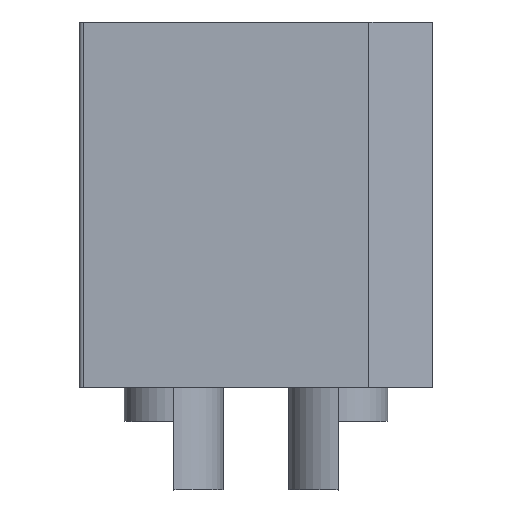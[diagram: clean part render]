
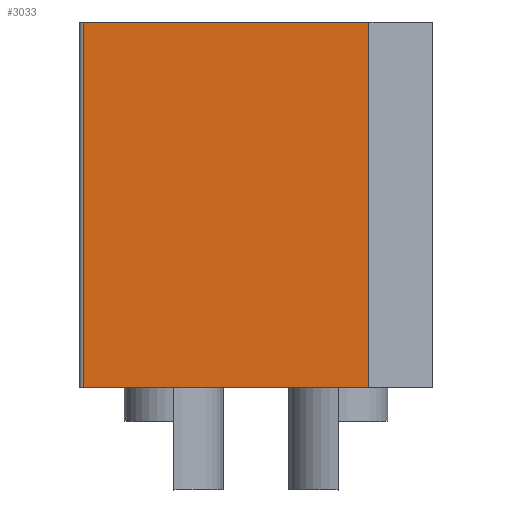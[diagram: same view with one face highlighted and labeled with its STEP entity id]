
A CAD part, top view. The second image highlights one B-rep face of the part: STEP entity #3033.
In plain terms, the highlighted face is planar.
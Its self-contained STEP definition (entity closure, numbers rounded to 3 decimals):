
#194 = DIRECTION ( 'NONE',  ( 1., 0., 0. ) ) ;
#243 = VERTEX_POINT ( 'NONE', #539 ) ;
#309 = EDGE_CURVE ( 'NONE', #3208, #788, #3387, .T. ) ;
#410 = ORIENTED_EDGE ( 'NONE', *, *, #1561, .T. ) ;
#434 = DIRECTION ( 'NONE',  ( 0., 0., 1. ) ) ;
#440 = ORIENTED_EDGE ( 'NONE', *, *, #2507, .T. ) ;
#539 = CARTESIAN_POINT ( 'NONE',  ( 4.05, -7.55, -16. ) ) ;
#566 = VECTOR ( 'NONE', #666, 1000. ) ;
#579 = DIRECTION ( 'NONE',  ( 0., 1., 0. ) ) ;
#666 = DIRECTION ( 'NONE',  ( 0., -1., 0. ) ) ;
#727 = CARTESIAN_POINT ( 'NONE',  ( 4.05, 4.95, 0. ) ) ;
#788 = VERTEX_POINT ( 'NONE', #942 ) ;
#879 = DIRECTION ( 'NONE',  ( 0., 0., -1. ) ) ;
#942 = CARTESIAN_POINT ( 'NONE',  ( 4.05, -7.55, 0. ) ) ;
#980 = CARTESIAN_POINT ( 'NONE',  ( 4.05, -7.55, -16. ) ) ;
#991 = LINE ( 'NONE', #2417, #999 ) ;
#999 = VECTOR ( 'NONE', #434, 1000. ) ;
#1293 = LINE ( 'NONE', #2351, #1304 ) ;
#1301 = ORIENTED_EDGE ( 'NONE', *, *, #309, .T. ) ;
#1304 = VECTOR ( 'NONE', #2615, 1000. ) ;
#1462 = CARTESIAN_POINT ( 'NONE',  ( 4.05, -7.55, -16. ) ) ;
#1547 = PLANE ( 'NONE',  #1633 ) ;
#1561 = EDGE_CURVE ( 'NONE', #3758, #3208, #991, .T. ) ;
#1633 = AXIS2_PLACEMENT_3D ( 'NONE', #980, #194, #579 ) ;
#2037 = FACE_OUTER_BOUND ( 'NONE', #2199, .T. ) ;
#2085 = ORIENTED_EDGE ( 'NONE', *, *, #2127, .T. ) ;
#2127 = EDGE_CURVE ( 'NONE', #788, #243, #4129, .T. ) ;
#2199 = EDGE_LOOP ( 'NONE', ( #440, #410, #1301, #2085 ) ) ;
#2351 = CARTESIAN_POINT ( 'NONE',  ( 4.05, -7.55, -16. ) ) ;
#2417 = CARTESIAN_POINT ( 'NONE',  ( 4.05, 4.95, -16. ) ) ;
#2507 = EDGE_CURVE ( 'NONE', #243, #3758, #1293, .T. ) ;
#2615 = DIRECTION ( 'NONE',  ( 0., 1., 0. ) ) ;
#2966 = CARTESIAN_POINT ( 'NONE',  ( 4.05, -7.55, 0. ) ) ;
#3033 = ADVANCED_FACE ( 'NONE', ( #2037 ), #1547, .T. ) ;
#3150 = CARTESIAN_POINT ( 'NONE',  ( 4.05, 4.95, -16. ) ) ;
#3208 = VERTEX_POINT ( 'NONE', #727 ) ;
#3387 = LINE ( 'NONE', #2966, #566 ) ;
#3758 = VERTEX_POINT ( 'NONE', #3150 ) ;
#4129 = LINE ( 'NONE', #1462, #4221 ) ;
#4221 = VECTOR ( 'NONE', #879, 1000. ) ;
